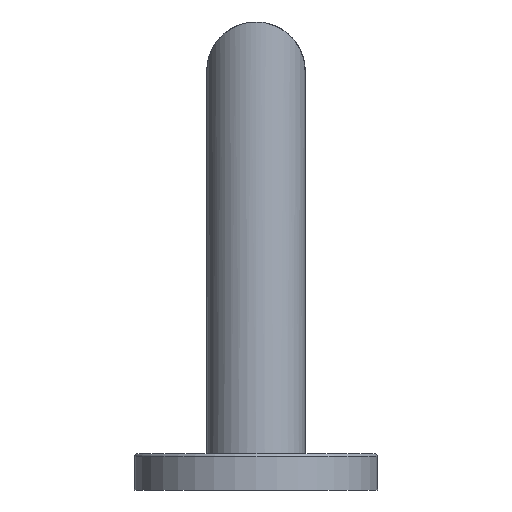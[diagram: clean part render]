
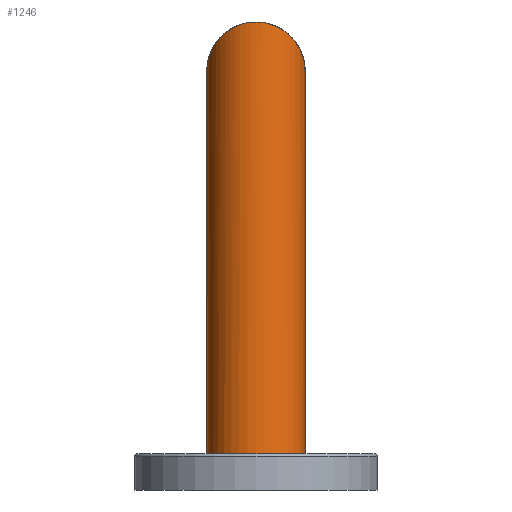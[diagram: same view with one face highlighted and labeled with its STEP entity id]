
A CAD part, left-side view. The second image highlights one B-rep face of the part: STEP entity #1246.
In plain terms, the highlighted cylindrical face has radius 8.999 mm (diameter 17.998 mm), a partial arc.
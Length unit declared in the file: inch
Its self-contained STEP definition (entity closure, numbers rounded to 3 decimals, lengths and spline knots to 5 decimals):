
#40=CARTESIAN_POINT('',(0.,0.,0.));
#41=DIRECTION('',(0.,0.,1.));
#42=DIRECTION('',(0.,1.,0.));
#43=AXIS2_PLACEMENT_3D('',#40,#41,#42);
#60=DIRECTION('',(0.,0.,1.));
#61=VECTOR('',#60,2.7557);
#62=CARTESIAN_POINT('',(0.,0.3543,0.));
#63=LINE('',#62,#61);
#64=CARTESIAN_POINT('',(-0.3543,0.,3.11));
#65=CARTESIAN_POINT('',(-0.3543,0.00697,3.11001));
#66=CARTESIAN_POINT('',(-0.35389,0.02098,3.1096));
#67=CARTESIAN_POINT('',(-0.352,0.04216,3.1077));
#68=CARTESIAN_POINT('',(-0.34879,0.06347,3.10449));
#69=CARTESIAN_POINT('',(-0.34422,0.08486,3.09992));
#70=CARTESIAN_POINT('',(-0.33825,0.10623,3.09395));
#71=CARTESIAN_POINT('',(-0.3308,0.12757,3.0865));
#72=CARTESIAN_POINT('',(-0.32177,0.14891,3.07747));
#73=CARTESIAN_POINT('',(-0.31106,0.17019,3.06676));
#74=CARTESIAN_POINT('',(-0.29857,0.19128,3.05427));
#75=CARTESIAN_POINT('',(-0.2842,0.21208,3.0399));
#76=CARTESIAN_POINT('',(-0.26785,0.23242,3.02355));
#77=CARTESIAN_POINT('',(-0.24944,0.25211,3.00514));
#78=CARTESIAN_POINT('',(-0.22891,0.27091,2.98461));
#79=CARTESIAN_POINT('',(-0.20627,0.28856,2.96197));
#80=CARTESIAN_POINT('',(-0.18154,0.30475,2.93724));
#81=CARTESIAN_POINT('',(-0.15483,0.31917,2.91053));
#82=CARTESIAN_POINT('',(-0.12631,0.33152,2.88201));
#83=CARTESIAN_POINT('',(-0.09622,0.34148,2.85192));
#84=CARTESIAN_POINT('',(-0.06488,0.34881,2.82058));
#85=CARTESIAN_POINT('',(-0.03266,0.35329,2.78835));
#86=CARTESIAN_POINT('',(-0.01091,0.3543,2.76664));
#87=CARTESIAN_POINT('',(0.,0.3543,2.7557));
#89=CARTESIAN_POINT('',(0.,-0.3543,2.7557));
#90=CARTESIAN_POINT('',(-0.01091,-0.3543,2.76664));
#91=CARTESIAN_POINT('',(-0.03266,-0.35329,
2.78835));
#92=CARTESIAN_POINT('',(-0.06488,-0.34881,
2.82058));
#93=CARTESIAN_POINT('',(-0.09622,-0.34148,
2.85192));
#94=CARTESIAN_POINT('',(-0.12631,-0.33152,
2.88201));
#95=CARTESIAN_POINT('',(-0.15483,-0.31917,
2.91053));
#96=CARTESIAN_POINT('',(-0.18154,-0.30475,
2.93724));
#97=CARTESIAN_POINT('',(-0.20627,-0.28856,
2.96197));
#98=CARTESIAN_POINT('',(-0.22891,-0.27091,
2.98461));
#99=CARTESIAN_POINT('',(-0.24944,-0.25211,
3.00514));
#100=CARTESIAN_POINT('',(-0.26785,-0.23242,
3.02355));
#101=CARTESIAN_POINT('',(-0.2842,-0.21208,
3.0399));
#102=CARTESIAN_POINT('',(-0.29857,-0.19128,
3.05427));
#103=CARTESIAN_POINT('',(-0.31106,-0.17019,
3.06676));
#104=CARTESIAN_POINT('',(-0.32177,-0.14891,
3.07747));
#105=CARTESIAN_POINT('',(-0.3308,-0.12757,
3.0865));
#106=CARTESIAN_POINT('',(-0.33825,-0.10623,
3.09395));
#107=CARTESIAN_POINT('',(-0.34422,-0.08486,
3.09992));
#108=CARTESIAN_POINT('',(-0.34879,-0.06347,
3.10449));
#109=CARTESIAN_POINT('',(-0.352,-0.04216,
3.1077));
#110=CARTESIAN_POINT('',(-0.35389,-0.02098,
3.1096));
#111=CARTESIAN_POINT('',(-0.3543,-0.00697,3.11001));
#112=CARTESIAN_POINT('',(-0.3543,0.,3.11));
#114=DIRECTION('',(0.,0.,1.));
#115=VECTOR('',#114,2.7557);
#116=CARTESIAN_POINT('',(0.,-0.3543,0.));
#117=LINE('',#116,#115);
#1090=VERTEX_POINT('',#64);
#1091=VERTEX_POINT('',#87);
#1093=VERTEX_POINT('',#89);
#1100=CARTESIAN_POINT('',(0.,0.3543,0.));
#1101=CARTESIAN_POINT('',(0.,-0.3543,0.));
#1102=VERTEX_POINT('',#1100);
#1103=VERTEX_POINT('',#1101);
#1230=CARTESIAN_POINT('',(0.,0.,0.));
#1231=DIRECTION('',(0.,0.,1.));
#1232=DIRECTION('',(0.,1.,0.));
#1233=AXIS2_PLACEMENT_3D('',#1230,#1231,#1232);
#1234=CYLINDRICAL_SURFACE('',#1233,0.3543);
#1235=ORIENTED_EDGE('',*,*,#1211,.F.);
#1237=ORIENTED_EDGE('',*,*,#1236,.T.);
#1239=ORIENTED_EDGE('',*,*,#1238,.F.);
#1241=ORIENTED_EDGE('',*,*,#1240,.F.);
#1243=ORIENTED_EDGE('',*,*,#1242,.F.);
#1244=EDGE_LOOP('',(#1235,#1237,#1239,#1241,#1243));
#1245=FACE_OUTER_BOUND('',#1244,.F.);
#1246=ADVANCED_FACE('',(#1245),#1234,.T.);
#44=CIRCLE('',#43,0.3543);
#88=B_SPLINE_CURVE_WITH_KNOTS('',3,(#64,#65,#66,#67,#68,#69,#70,#71,#72,#73,#74,
#75,#76,#77,#78,#79,#80,#81,#82,#83,#84,#85,#86,#87),.UNSPECIFIED.,.F.,.F.,(4,1,
1,1,1,1,1,1,1,1,1,1,1,1,1,1,1,1,1,1,1,4),(0.,0.04762,
0.09524,0.14286,0.19048,0.2381,
0.28571,0.33333,0.38095,0.42857,
0.47619,0.52381,0.57143,0.61905,
0.66667,0.71429,0.7619,0.80952,
0.85714,0.90476,0.95238,1.),.UNSPECIFIED.);
#113=B_SPLINE_CURVE_WITH_KNOTS('',3,(#89,#90,#91,#92,#93,#94,#95,#96,#97,#98,
#99,#100,#101,#102,#103,#104,#105,#106,#107,#108,#109,#110,#111,#112),
.UNSPECIFIED.,.F.,.F.,(4,1,1,1,1,1,1,1,1,1,1,1,1,1,1,1,1,1,1,1,1,4),(0.,
0.04762,0.09524,0.14286,0.19048,
0.2381,0.28571,0.33333,0.38095,
0.42857,0.47619,0.52381,0.57143,
0.61905,0.66667,0.71429,0.7619,
0.80952,0.85714,0.90476,0.95238,1.),
.UNSPECIFIED.);
#1211=EDGE_CURVE('',#1102,#1103,#44,.T.);
#1236=EDGE_CURVE('',#1102,#1091,#63,.T.);
#1238=EDGE_CURVE('',#1090,#1091,#88,.T.);
#1240=EDGE_CURVE('',#1093,#1090,#113,.T.);
#1242=EDGE_CURVE('',#1103,#1093,#117,.T.);
